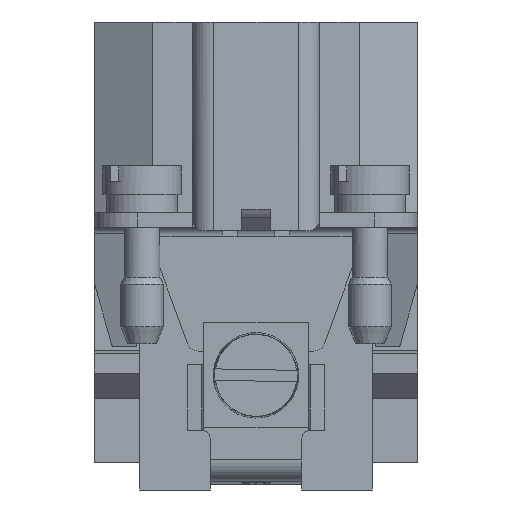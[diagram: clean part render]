
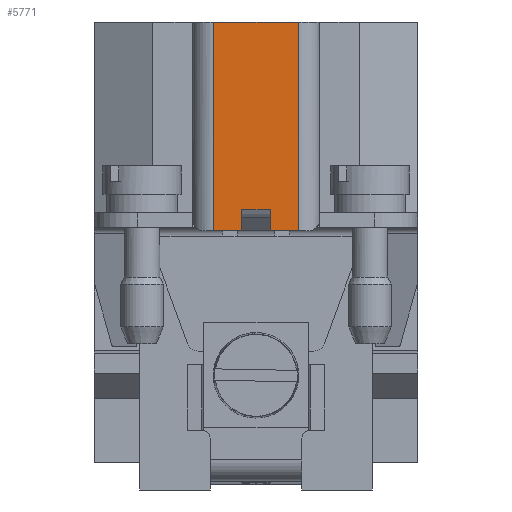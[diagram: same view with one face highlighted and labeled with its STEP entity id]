
A CAD part, left-side view. The second image highlights one B-rep face of the part: STEP entity #5771.
In plain terms, the highlighted planar face has unit normal (-1, 0, 0).
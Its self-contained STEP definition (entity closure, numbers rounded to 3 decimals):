
#4584=FACE_OUTER_BOUND('',#8571,.T.);
#5771=ADVANCED_FACE('',(#4584),#7087,.F.);
#7087=PLANE('',#31753);
#8571=EDGE_LOOP('',(#11681,#11682,#11683,#11684,#11685,#11686,#11687,#11688));
#11681=ORIENTED_EDGE('',*,*,#20731,.T.);
#11682=ORIENTED_EDGE('',*,*,#20732,.T.);
#11683=ORIENTED_EDGE('',*,*,#20711,.T.);
#11684=ORIENTED_EDGE('',*,*,#20733,.F.);
#11685=ORIENTED_EDGE('',*,*,#20588,.F.);
#11686=ORIENTED_EDGE('',*,*,#20730,.T.);
#11687=ORIENTED_EDGE('',*,*,#20638,.T.);
#11688=ORIENTED_EDGE('',*,*,#20734,.F.);
#18084=VERTEX_POINT('',#43725);
#18085=VERTEX_POINT('',#43727);
#18124=VERTEX_POINT('',#43819);
#18127=VERTEX_POINT('',#43825);
#18167=VERTEX_POINT('',#43958);
#18168=VERTEX_POINT('',#43960);
#18177=VERTEX_POINT('',#43998);
#18178=VERTEX_POINT('',#43999);
#20588=EDGE_CURVE('',#18084,#18085,#25946,.T.);
#20638=EDGE_CURVE('',#18124,#18127,#25992,.T.);
#20711=EDGE_CURVE('',#18168,#18167,#26064,.T.);
#20730=EDGE_CURVE('',#18084,#18124,#26079,.T.);
#20731=EDGE_CURVE('',#18177,#18178,#26080,.T.);
#20732=EDGE_CURVE('',#18178,#18168,#26081,.T.);
#20733=EDGE_CURVE('',#18085,#18167,#26082,.T.);
#20734=EDGE_CURVE('',#18177,#18127,#26083,.T.);
#25946=LINE('',#43726,#28489);
#25992=LINE('',#43826,#28535);
#26064=LINE('',#43959,#28607);
#26079=LINE('',#43995,#28622);
#26080=LINE('',#43997,#28623);
#26081=LINE('',#44000,#28624);
#26082=LINE('',#44001,#28625);
#26083=LINE('',#44002,#28626);
#28489=VECTOR('',#35050,1.);
#28535=VECTOR('',#35118,1.);
#28607=VECTOR('',#35232,1.);
#28622=VECTOR('',#35271,1.);
#28623=VECTOR('',#35274,1.);
#28624=VECTOR('',#35275,1.);
#28625=VECTOR('',#35276,1.);
#28626=VECTOR('',#35277,1.);
#31753=AXIS2_PLACEMENT_3D('',#44003,#35278,#35279);
#35050=DIRECTION('',(0.,-1.,0.));
#35118=DIRECTION('',(0.,-1.,0.));
#35232=DIRECTION('',(0.,-1.,0.));
#35271=DIRECTION('',(0.,0.,-1.));
#35274=DIRECTION('',(0.,-1.,0.));
#35275=DIRECTION('',(0.,0.,-1.));
#35276=DIRECTION('',(0.,0.,-1.));
#35277=DIRECTION('',(0.,0.,-1.));
#35278=DIRECTION('',(1.,0.,0.));
#35279=DIRECTION('',(0.,0.,-1.));
#43725=CARTESIAN_POINT('',(-35.9,2.975,14.4));
#43726=CARTESIAN_POINT('',(-35.9,2.975,14.4));
#43727=CARTESIAN_POINT('',(-35.9,-2.975,14.4));
#43819=CARTESIAN_POINT('',(-35.9,2.975,-0.25));
#43825=CARTESIAN_POINT('',(-35.9,1.,-0.25));
#43826=CARTESIAN_POINT('',(-35.9,2.975,-0.25));
#43958=CARTESIAN_POINT('',(-35.9,-2.975,-0.25));
#43959=CARTESIAN_POINT('',(-35.9,2.975,-0.25));
#43960=CARTESIAN_POINT('',(-35.9,-1.,-0.25));
#43995=CARTESIAN_POINT('',(-35.9,2.975,14.4));
#43997=CARTESIAN_POINT('',(-35.9,1.,1.25));
#43998=CARTESIAN_POINT('',(-35.9,1.,1.25));
#43999=CARTESIAN_POINT('',(-35.9,-1.,1.25));
#44000=CARTESIAN_POINT('',(-35.9,-1.,1.25));
#44001=CARTESIAN_POINT('',(-35.9,-2.975,14.4));
#44002=CARTESIAN_POINT('',(-35.9,1.,1.25));
#44003=CARTESIAN_POINT('',(-35.9,2.975,14.4));
